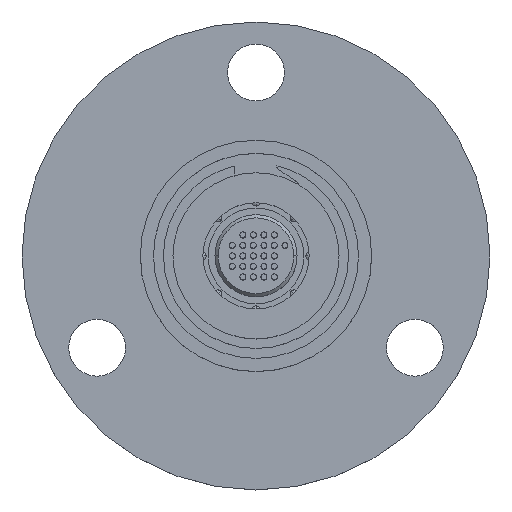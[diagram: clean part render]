
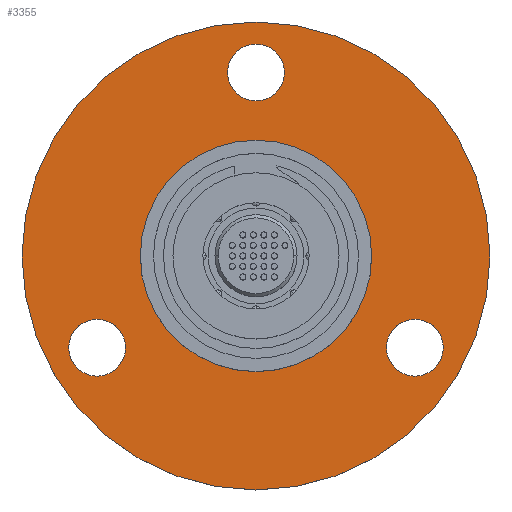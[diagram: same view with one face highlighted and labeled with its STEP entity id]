
A CAD part, top view. The second image highlights one B-rep face of the part: STEP entity #3355.
In plain terms, the highlighted planar face has unit normal (0, 0, 1).
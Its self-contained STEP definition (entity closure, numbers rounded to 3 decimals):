
#615=CARTESIAN_POINT('',(0.,0.,1.15));
#616=DIRECTION('',(0.,0.,-1.));
#617=DIRECTION('',(-1.,0.,0.));
#618=AXIS2_PLACEMENT_3D('',#615,#616,#617);
#620=CARTESIAN_POINT('',(0.,0.,1.15));
#621=DIRECTION('',(0.,0.,-1.));
#622=DIRECTION('',(1.,0.,0.));
#623=AXIS2_PLACEMENT_3D('',#620,#621,#622);
#625=CARTESIAN_POINT('',(0.,0.,1.15));
#626=DIRECTION('',(0.,0.,1.));
#627=DIRECTION('',(1.,0.,0.));
#628=AXIS2_PLACEMENT_3D('',#625,#626,#627);
#630=CARTESIAN_POINT('',(0.,0.,1.15));
#631=DIRECTION('',(0.,0.,1.));
#632=DIRECTION('',(-1.,0.,0.));
#633=AXIS2_PLACEMENT_3D('',#630,#631,#632);
#635=CARTESIAN_POINT('',(0.,17.45,1.15));
#636=DIRECTION('',(0.,0.,1.));
#637=DIRECTION('',(1.,0.,0.));
#638=AXIS2_PLACEMENT_3D('',#635,#636,#637);
#640=CARTESIAN_POINT('',(0.,17.45,1.15));
#641=DIRECTION('',(0.,0.,1.));
#642=DIRECTION('',(-1.,0.,0.));
#643=AXIS2_PLACEMENT_3D('',#640,#641,#642);
#645=CARTESIAN_POINT('',(15.112,-8.725,1.15));
#646=DIRECTION('',(0.,0.,1.));
#647=DIRECTION('',(-0.5,-0.866,0.));
#648=AXIS2_PLACEMENT_3D('',#645,#646,#647);
#650=CARTESIAN_POINT('',(15.112,-8.725,1.15));
#651=DIRECTION('',(0.,0.,1.));
#652=DIRECTION('',(0.5,0.866,0.));
#653=AXIS2_PLACEMENT_3D('',#650,#651,#652);
#655=CARTESIAN_POINT('',(-15.112,-8.725,1.15));
#656=DIRECTION('',(0.,0.,1.));
#657=DIRECTION('',(-0.5,0.866,0.));
#658=AXIS2_PLACEMENT_3D('',#655,#656,#657);
#660=CARTESIAN_POINT('',(-15.112,-8.725,1.15));
#661=DIRECTION('',(0.,0.,1.));
#662=DIRECTION('',(0.5,-0.866,0.));
#663=AXIS2_PLACEMENT_3D('',#660,#661,#662);
#2397=CARTESIAN_POINT('',(-22.25,0.,1.15));
#2398=CARTESIAN_POINT('',(22.25,0.,1.15));
#2399=VERTEX_POINT('',#2397);
#2400=VERTEX_POINT('',#2398);
#2401=CARTESIAN_POINT('',(11.,0.,1.15));
#2402=CARTESIAN_POINT('',(-11.,0.,1.15));
#2403=VERTEX_POINT('',#2401);
#2404=VERTEX_POINT('',#2402);
#2405=CARTESIAN_POINT('',(2.7,17.45,1.15));
#2406=CARTESIAN_POINT('',(-2.7,17.45,1.15));
#2407=VERTEX_POINT('',#2405);
#2408=VERTEX_POINT('',#2406);
#2409=CARTESIAN_POINT('',(13.762,-11.063,1.15));
#2410=CARTESIAN_POINT('',(16.462,-6.387,1.15));
#2411=VERTEX_POINT('',#2409);
#2412=VERTEX_POINT('',#2410);
#2413=CARTESIAN_POINT('',(-16.462,-6.387,1.15));
#2414=CARTESIAN_POINT('',(-13.762,-11.063,1.15));
#2415=VERTEX_POINT('',#2413);
#2416=VERTEX_POINT('',#2414);
#3321=CARTESIAN_POINT('',(0.,0.,1.15));
#3322=DIRECTION('',(0.,0.,1.));
#3323=DIRECTION('',(-1.,0.,0.));
#3324=AXIS2_PLACEMENT_3D('',#3321,#3322,#3323);
#3325=PLANE('',#3324);
#3327=ORIENTED_EDGE('',*,*,#3326,.T.);
#3329=ORIENTED_EDGE('',*,*,#3328,.T.);
#3330=EDGE_LOOP('',(#3327,#3329));
#3331=FACE_OUTER_BOUND('',#3330,.F.);
#3332=ORIENTED_EDGE('',*,*,#3311,.T.);
#3334=ORIENTED_EDGE('',*,*,#3333,.T.);
#3335=EDGE_LOOP('',(#3332,#3334));
#3336=FACE_BOUND('',#3335,.F.);
#3338=ORIENTED_EDGE('',*,*,#3337,.T.);
#3340=ORIENTED_EDGE('',*,*,#3339,.T.);
#3341=EDGE_LOOP('',(#3338,#3340));
#3342=FACE_BOUND('',#3341,.F.);
#3344=ORIENTED_EDGE('',*,*,#3343,.T.);
#3346=ORIENTED_EDGE('',*,*,#3345,.T.);
#3347=EDGE_LOOP('',(#3344,#3346));
#3348=FACE_BOUND('',#3347,.F.);
#3350=ORIENTED_EDGE('',*,*,#3349,.T.);
#3352=ORIENTED_EDGE('',*,*,#3351,.T.);
#3353=EDGE_LOOP('',(#3350,#3352));
#3354=FACE_BOUND('',#3353,.F.);
#3355=ADVANCED_FACE('',(#3331,#3336,#3342,#3348,#3354),#3325,.T.);
#619=CIRCLE('',#618,22.25);
#624=CIRCLE('',#623,22.25);
#629=CIRCLE('',#628,11.);
#634=CIRCLE('',#633,11.);
#639=CIRCLE('',#638,2.7);
#644=CIRCLE('',#643,2.7);
#649=CIRCLE('',#648,2.7);
#654=CIRCLE('',#653,2.7);
#659=CIRCLE('',#658,2.7);
#664=CIRCLE('',#663,2.7);
#3311=EDGE_CURVE('',#2403,#2404,#629,.T.);
#3326=EDGE_CURVE('',#2399,#2400,#619,.T.);
#3328=EDGE_CURVE('',#2400,#2399,#624,.T.);
#3333=EDGE_CURVE('',#2404,#2403,#634,.T.);
#3337=EDGE_CURVE('',#2407,#2408,#639,.T.);
#3339=EDGE_CURVE('',#2408,#2407,#644,.T.);
#3343=EDGE_CURVE('',#2411,#2412,#649,.T.);
#3345=EDGE_CURVE('',#2412,#2411,#654,.T.);
#3349=EDGE_CURVE('',#2415,#2416,#659,.T.);
#3351=EDGE_CURVE('',#2416,#2415,#664,.T.);
